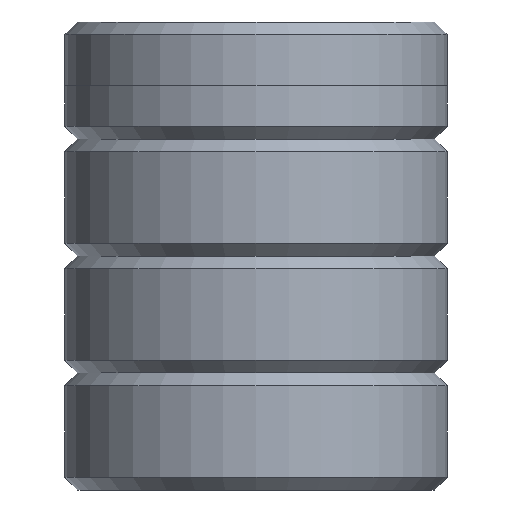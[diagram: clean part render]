
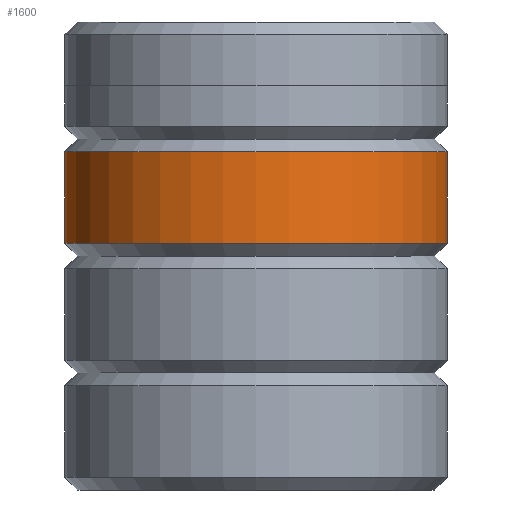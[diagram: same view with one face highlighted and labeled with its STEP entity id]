
A CAD part, front view. The second image highlights one B-rep face of the part: STEP entity #1600.
In plain terms, the highlighted cylindrical face has radius 9 mm (diameter 18 mm), a partial arc.
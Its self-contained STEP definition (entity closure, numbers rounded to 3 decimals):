
#53 = CARTESIAN_POINT ( 'NONE',  ( 9., 0., 22. ) ) ;
#214 = EDGE_CURVE ( 'NONE', #1186, #836, #988, .T. ) ;
#228 = CARTESIAN_POINT ( 'NONE',  ( 9., 0., 11.6 ) ) ;
#259 = ORIENTED_EDGE ( 'NONE', *, *, #214, .T. ) ;
#278 = AXIS2_PLACEMENT_3D ( 'NONE', #540, #847, #1912 ) ;
#340 = DIRECTION ( 'NONE',  ( 0., 0., -1. ) ) ;
#358 = ORIENTED_EDGE ( 'NONE', *, *, #937, .F. ) ;
#458 = CARTESIAN_POINT ( 'NONE',  ( -9., 0., 15.9 ) ) ;
#473 = CARTESIAN_POINT ( 'NONE',  ( -9., 0., 22. ) ) ;
#533 = VERTEX_POINT ( 'NONE', #872 ) ;
#540 = CARTESIAN_POINT ( 'NONE',  ( 0., 0., 22. ) ) ;
#549 = FACE_OUTER_BOUND ( 'NONE', #1325, .T. ) ;
#574 = VERTEX_POINT ( 'NONE', #228 ) ;
#640 = VECTOR ( 'NONE', #816, 1000. ) ;
#724 = ORIENTED_EDGE ( 'NONE', *, *, #1394, .T. ) ;
#815 = CARTESIAN_POINT ( 'NONE',  ( 9., 0., 15.9 ) ) ;
#816 = DIRECTION ( 'NONE',  ( 0., 0., -1. ) ) ;
#834 = LINE ( 'NONE', #473, #1196 ) ;
#836 = VERTEX_POINT ( 'NONE', #458 ) ;
#847 = DIRECTION ( 'NONE',  ( 0., 0., -1. ) ) ;
#872 = CARTESIAN_POINT ( 'NONE',  ( -9., 0., 11.6 ) ) ;
#922 = AXIS2_PLACEMENT_3D ( 'NONE', #1266, #340, #1434 ) ;
#937 = EDGE_CURVE ( 'NONE', #574, #533, #1909, .T. ) ;
#988 = CIRCLE ( 'NONE', #1652, 9. ) ;
#1036 = ORIENTED_EDGE ( 'NONE', *, *, #1486, .F. ) ;
#1048 = LINE ( 'NONE', #53, #640 ) ;
#1053 = DIRECTION ( 'NONE',  ( -1., 0., 0. ) ) ;
#1071 = DIRECTION ( 'NONE',  ( 0., 0., -1. ) ) ;
#1080 = CARTESIAN_POINT ( 'NONE',  ( 0., 0., 15.9 ) ) ;
#1186 = VERTEX_POINT ( 'NONE', #815 ) ;
#1196 = VECTOR ( 'NONE', #1708, 1000. ) ;
#1266 = CARTESIAN_POINT ( 'NONE',  ( 0., 0., 11.6 ) ) ;
#1325 = EDGE_LOOP ( 'NONE', ( #1036, #259, #724, #358 ) ) ;
#1394 = EDGE_CURVE ( 'NONE', #836, #533, #834, .T. ) ;
#1434 = DIRECTION ( 'NONE',  ( -1., 0., 0. ) ) ;
#1486 = EDGE_CURVE ( 'NONE', #1186, #574, #1048, .T. ) ;
#1600 = ADVANCED_FACE ( 'NONE', ( #549 ), #1716, .T. ) ;
#1652 = AXIS2_PLACEMENT_3D ( 'NONE', #1080, #1071, #1053 ) ;
#1708 = DIRECTION ( 'NONE',  ( 0., 0., -1. ) ) ;
#1716 = CYLINDRICAL_SURFACE ( 'NONE', #278, 9. ) ;
#1909 = CIRCLE ( 'NONE', #922, 9. ) ;
#1912 = DIRECTION ( 'NONE',  ( -1., 0., 0. ) ) ;
